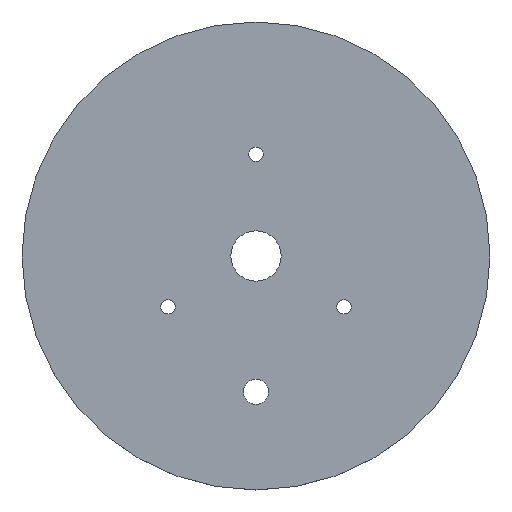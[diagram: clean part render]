
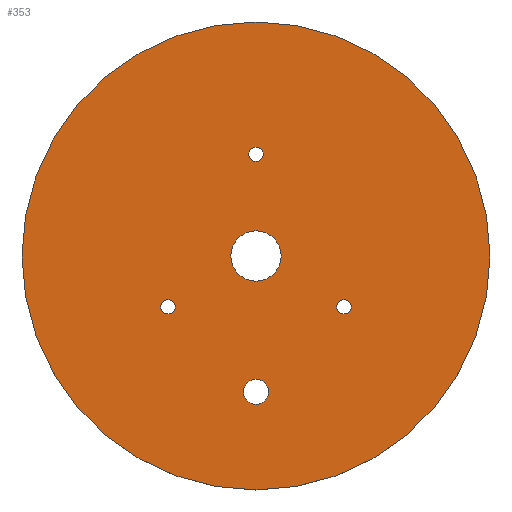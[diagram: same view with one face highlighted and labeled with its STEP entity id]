
A CAD part, top view. The second image highlights one B-rep face of the part: STEP entity #353.
In plain terms, the highlighted planar face has unit normal (0, 0, 1).
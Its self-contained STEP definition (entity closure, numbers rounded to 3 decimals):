
#10 = EDGE_CURVE ( 'NONE', #83, #418, #317, .T. ) ;
#27 = CARTESIAN_POINT ( 'NONE',  ( 2.5, -27., 4. ) ) ;
#28 = AXIS2_PLACEMENT_3D ( 'NONE', #51, #344, #86 ) ;
#31 = CARTESIAN_POINT ( 'NONE',  ( 18.919, -10.1, 4. ) ) ;
#32 = EDGE_LOOP ( 'NONE', ( #490, #351 ) ) ;
#39 = DIRECTION ( 'NONE',  ( 1., 0., 0. ) ) ;
#40 = ORIENTED_EDGE ( 'NONE', *, *, #217, .F. ) ;
#41 = VERTEX_POINT ( 'NONE', #109 ) ;
#42 = CARTESIAN_POINT ( 'NONE',  ( 0., -27., 4. ) ) ;
#43 = AXIS2_PLACEMENT_3D ( 'NONE', #42, #78, #269 ) ;
#47 = VERTEX_POINT ( 'NONE', #31 ) ;
#51 = CARTESIAN_POINT ( 'NONE',  ( 0., 0., 4. ) ) ;
#52 = CARTESIAN_POINT ( 'NONE',  ( 0., 0., 4. ) ) ;
#53 = DIRECTION ( 'NONE',  ( 0., 0., 1. ) ) ;
#57 = EDGE_LOOP ( 'NONE', ( #451, #60 ) ) ;
#60 = ORIENTED_EDGE ( 'NONE', *, *, #283, .T. ) ;
#66 = DIRECTION ( 'NONE',  ( 0., 0., 1. ) ) ;
#77 = CIRCLE ( 'NONE', #107, 1.425 ) ;
#78 = DIRECTION ( 'NONE',  ( 0., 0., 1. ) ) ;
#81 = CARTESIAN_POINT ( 'NONE',  ( 46.5, 0., 4. ) ) ;
#83 = VERTEX_POINT ( 'NONE', #387 ) ;
#86 = DIRECTION ( 'NONE',  ( 1., 0., 0. ) ) ;
#88 = DIRECTION ( 'NONE',  ( 0., 0., 1. ) ) ;
#89 = DIRECTION ( 'NONE',  ( 1., 0., 0. ) ) ;
#95 = CARTESIAN_POINT ( 'NONE',  ( 17.494, -10.1, 4. ) ) ;
#96 = AXIS2_PLACEMENT_3D ( 'NONE', #312, #128, #350 ) ;
#107 = AXIS2_PLACEMENT_3D ( 'NONE', #95, #400, #172 ) ;
#109 = CARTESIAN_POINT ( 'NONE',  ( -5., 0., 4. ) ) ;
#125 = AXIS2_PLACEMENT_3D ( 'NONE', #52, #495, #470 ) ;
#127 = CARTESIAN_POINT ( 'NONE',  ( 0., 0., 4. ) ) ;
#128 = DIRECTION ( 'NONE',  ( 0., 0., 1. ) ) ;
#131 = ORIENTED_EDGE ( 'NONE', *, *, #10, .F. ) ;
#132 = FACE_BOUND ( 'NONE', #369, .T. ) ;
#137 = VERTEX_POINT ( 'NONE', #27 ) ;
#145 = PLANE ( 'NONE',  #28 ) ;
#149 = AXIS2_PLACEMENT_3D ( 'NONE', #419, #405, #376 ) ;
#153 = VERTEX_POINT ( 'NONE', #385 ) ;
#158 = ORIENTED_EDGE ( 'NONE', *, *, #297, .F. ) ;
#160 = VERTEX_POINT ( 'NONE', #296 ) ;
#162 = DIRECTION ( 'NONE',  ( 1., 0., 0. ) ) ;
#172 = DIRECTION ( 'NONE',  ( 1., 0., 0. ) ) ;
#178 = EDGE_LOOP ( 'NONE', ( #532, #439 ) ) ;
#179 = CARTESIAN_POINT ( 'NONE',  ( 0., 20.2, 4. ) ) ;
#185 = AXIS2_PLACEMENT_3D ( 'NONE', #200, #352, #162 ) ;
#190 = DIRECTION ( 'NONE',  ( 1., 0., 0. ) ) ;
#199 = CIRCLE ( 'NONE', #507, 1.425 ) ;
#200 = CARTESIAN_POINT ( 'NONE',  ( 0., 0., 4. ) ) ;
#206 = CIRCLE ( 'NONE', #185, 5. ) ;
#209 = FACE_BOUND ( 'NONE', #508, .T. ) ;
#212 = CIRCLE ( 'NONE', #149, 5. ) ;
#217 = EDGE_CURVE ( 'NONE', #47, #328, #362, .T. ) ;
#222 = ORIENTED_EDGE ( 'NONE', *, *, #435, .F. ) ;
#223 = CARTESIAN_POINT ( 'NONE',  ( -1.425, 20.2, 4. ) ) ;
#236 = FACE_BOUND ( 'NONE', #178, .T. ) ;
#241 = ORIENTED_EDGE ( 'NONE', *, *, #411, .F. ) ;
#247 = DIRECTION ( 'NONE',  ( 0., 0., 1. ) ) ;
#250 = AXIS2_PLACEMENT_3D ( 'NONE', #127, #247, #484 ) ;
#255 = AXIS2_PLACEMENT_3D ( 'NONE', #372, #88, #89 ) ;
#262 = CIRCLE ( 'NONE', #511, 1.425 ) ;
#265 = VERTEX_POINT ( 'NONE', #333 ) ;
#268 = EDGE_CURVE ( 'NONE', #160, #137, #446, .T. ) ;
#269 = DIRECTION ( 'NONE',  ( 1., 0., 0. ) ) ;
#273 = VERTEX_POINT ( 'NONE', #460 ) ;
#275 = EDGE_CURVE ( 'NONE', #531, #265, #262, .T. ) ;
#283 = EDGE_CURVE ( 'NONE', #311, #273, #512, .T. ) ;
#286 = CARTESIAN_POINT ( 'NONE',  ( -17.494, -10.1, 4. ) ) ;
#296 = CARTESIAN_POINT ( 'NONE',  ( -2.5, -27., 4. ) ) ;
#297 = EDGE_CURVE ( 'NONE', #41, #153, #212, .T. ) ;
#298 = EDGE_LOOP ( 'NONE', ( #158, #241 ) ) ;
#311 = VERTEX_POINT ( 'NONE', #81 ) ;
#312 = CARTESIAN_POINT ( 'NONE',  ( 17.494, -10.1, 4. ) ) ;
#315 = CIRCLE ( 'NONE', #250, 46.5 ) ;
#317 = CIRCLE ( 'NONE', #530, 1.425 ) ;
#324 = CIRCLE ( 'NONE', #335, 1.425 ) ;
#325 = EDGE_CURVE ( 'NONE', #137, #160, #449, .T. ) ;
#328 = VERTEX_POINT ( 'NONE', #430 ) ;
#333 = CARTESIAN_POINT ( 'NONE',  ( 1.425, 20.2, 4. ) ) ;
#335 = AXIS2_PLACEMENT_3D ( 'NONE', #517, #53, #39 ) ;
#344 = DIRECTION ( 'NONE',  ( 0., 0., 1. ) ) ;
#350 = DIRECTION ( 'NONE',  ( 1., 0., 0. ) ) ;
#351 = ORIENTED_EDGE ( 'NONE', *, *, #275, .F. ) ;
#352 = DIRECTION ( 'NONE',  ( 0., 0., 1. ) ) ;
#353 = ADVANCED_FACE ( 'NONE', ( #236, #132, #209, #363, #425, #416 ), #145, .T. ) ;
#362 = CIRCLE ( 'NONE', #96, 1.425 ) ;
#363 = FACE_BOUND ( 'NONE', #32, .T. ) ;
#369 = EDGE_LOOP ( 'NONE', ( #131, #222 ) ) ;
#370 = DIRECTION ( 'NONE',  ( 0., 0., 1. ) ) ;
#372 = CARTESIAN_POINT ( 'NONE',  ( 0., -27., 4. ) ) ;
#376 = DIRECTION ( 'NONE',  ( 1., 0., 0. ) ) ;
#385 = CARTESIAN_POINT ( 'NONE',  ( 5., 0., 4. ) ) ;
#387 = CARTESIAN_POINT ( 'NONE',  ( -16.069, -10.1, 4. ) ) ;
#400 = DIRECTION ( 'NONE',  ( 0., 0., 1. ) ) ;
#401 = DIRECTION ( 'NONE',  ( 1., 0., 0. ) ) ;
#405 = DIRECTION ( 'NONE',  ( 0., 0., 1. ) ) ;
#411 = EDGE_CURVE ( 'NONE', #153, #41, #206, .T. ) ;
#416 = FACE_BOUND ( 'NONE', #298, .T. ) ;
#418 = VERTEX_POINT ( 'NONE', #489 ) ;
#419 = CARTESIAN_POINT ( 'NONE',  ( 0., 0., 4. ) ) ;
#425 = FACE_OUTER_BOUND ( 'NONE', #57, .T. ) ;
#430 = CARTESIAN_POINT ( 'NONE',  ( 16.069, -10.1, 4. ) ) ;
#434 = EDGE_CURVE ( 'NONE', #265, #531, #199, .T. ) ;
#435 = EDGE_CURVE ( 'NONE', #418, #83, #324, .T. ) ;
#439 = ORIENTED_EDGE ( 'NONE', *, *, #268, .F. ) ;
#446 = CIRCLE ( 'NONE', #43, 2.5 ) ;
#449 = CIRCLE ( 'NONE', #255, 2.5 ) ;
#451 = ORIENTED_EDGE ( 'NONE', *, *, #504, .T. ) ;
#460 = CARTESIAN_POINT ( 'NONE',  ( -46.5, 0., 4. ) ) ;
#470 = DIRECTION ( 'NONE',  ( 1., 0., 0. ) ) ;
#475 = EDGE_CURVE ( 'NONE', #328, #47, #77, .T. ) ;
#484 = DIRECTION ( 'NONE',  ( 1., 0., 0. ) ) ;
#489 = CARTESIAN_POINT ( 'NONE',  ( -18.919, -10.1, 4. ) ) ;
#490 = ORIENTED_EDGE ( 'NONE', *, *, #434, .F. ) ;
#495 = DIRECTION ( 'NONE',  ( 0., 0., 1. ) ) ;
#496 = DIRECTION ( 'NONE',  ( 0., 0., 1. ) ) ;
#504 = EDGE_CURVE ( 'NONE', #273, #311, #315, .T. ) ;
#507 = AXIS2_PLACEMENT_3D ( 'NONE', #529, #370, #190 ) ;
#508 = EDGE_LOOP ( 'NONE', ( #40, #514 ) ) ;
#511 = AXIS2_PLACEMENT_3D ( 'NONE', #179, #66, #541 ) ;
#512 = CIRCLE ( 'NONE', #125, 46.5 ) ;
#514 = ORIENTED_EDGE ( 'NONE', *, *, #475, .F. ) ;
#517 = CARTESIAN_POINT ( 'NONE',  ( -17.494, -10.1, 4. ) ) ;
#529 = CARTESIAN_POINT ( 'NONE',  ( 0., 20.2, 4. ) ) ;
#530 = AXIS2_PLACEMENT_3D ( 'NONE', #286, #496, #401 ) ;
#531 = VERTEX_POINT ( 'NONE', #223 ) ;
#532 = ORIENTED_EDGE ( 'NONE', *, *, #325, .F. ) ;
#541 = DIRECTION ( 'NONE',  ( 1., 0., 0. ) ) ;
